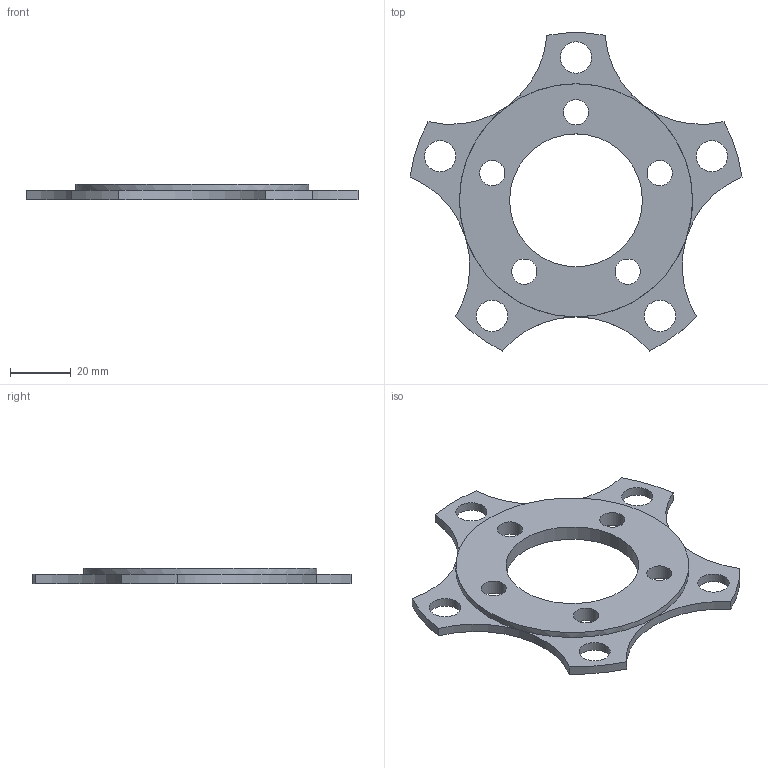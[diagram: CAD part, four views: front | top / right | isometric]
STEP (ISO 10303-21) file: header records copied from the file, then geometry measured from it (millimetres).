
FILE_DESCRIPTION(('FreeCAD Model'),'2;1');
FILE_NAME('Open CASCADE Shape Model','2025-07-18T12:25:12',('Author'),( ''),'Open CASCADE STEP processor 7.8','FreeCAD','Unknown');
FILE_SCHEMA(('AUTOMOTIVE_DESIGN { 1 0 10303 214 1 1 1 1 }'));
Length unit declared in the file: millimetre
Products named in the file (1): Body
Bounding box: 109.23 x 104.63 x 5 mm (x, y, z)
Volume: 19426 mm3; surface area: 12570.3 mm2
Topology: 1 solids, 1 shells, 29 faces, 81 edges, 54 vertices
Faces by surface type: cylinder 22, plane 7
Full cylindrical faces by diameter (mm): 8.3 x5, 10.3 x5, 43.7 x1, 76.7 x1
Entity records: 2183 total; most frequent: CARTESIAN_POINT 525, DIRECTION 324, ORIENTED_EDGE 162, PCURVE 162, DEFINITIONAL_REPRESENTATION 162, LINE 119, VECTOR 119, AXIS2_PLACEMENT_3D 89
